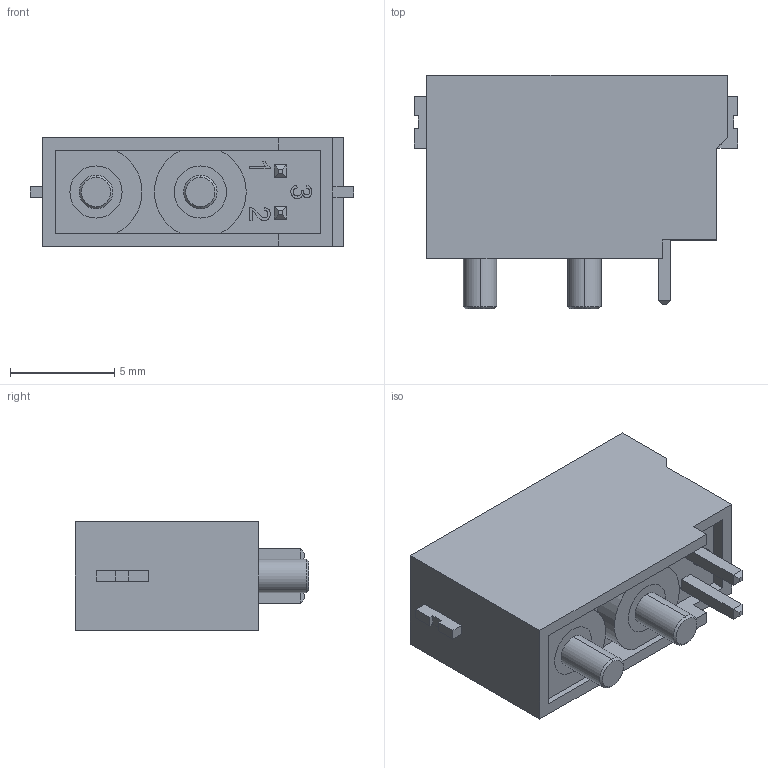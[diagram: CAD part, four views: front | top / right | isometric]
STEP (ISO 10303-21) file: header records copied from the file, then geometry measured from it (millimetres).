
FILE_DESCRIPTION (( 'STEP AP214' ), '1' );
FILE_NAME ('XT30PB.STEP', '2024-10-02T10:20:36', ( '' ), ( '' ), 'SwSTEP 2.0', 'SolidWorks 2019', '' );
FILE_SCHEMA (( 'AUTOMOTIVE_DESIGN' ));
Length unit declared in the file: millimetre
Products named in the file (1): XT30PB
Bounding box: 15.5 x 11.2 x 5.2 mm (x, y, z)
Volume: 328.8 mm3; surface area: 1023.3 mm2
Topology: 3 solids, 3 shells, 213 faces, 534 edges, 346 vertices
Faces by surface type: plane 152, bspline 25, cylinder 24, torus 8, cone 4
Entity records: 9176 total; most frequent: CARTESIAN_POINT 2701, ORIENTED_EDGE 1068, DIRECTION 904, EDGE_CURVE 534, VECTOR 406, LINE 406, VERTEX_POINT 346, AXIS2_PLACEMENT_3D 249
